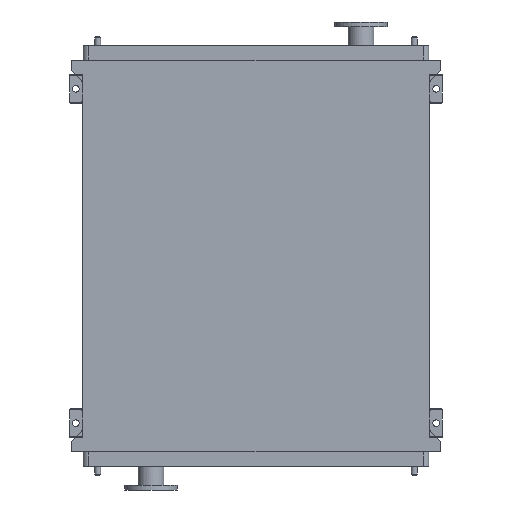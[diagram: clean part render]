
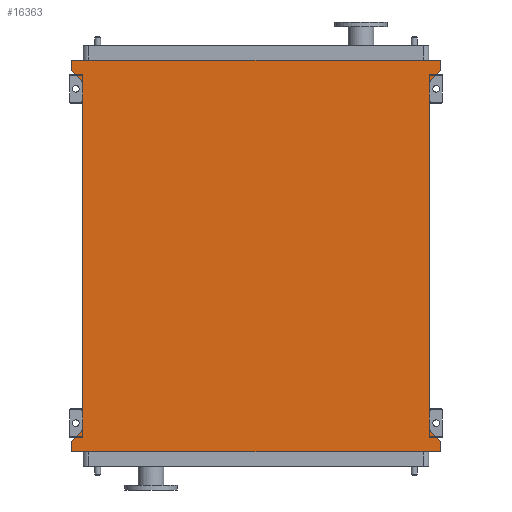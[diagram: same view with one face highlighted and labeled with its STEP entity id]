
A CAD part, front view. The second image highlights one B-rep face of the part: STEP entity #16363.
In plain terms, the highlighted planar face has unit normal (0, -1, 0).
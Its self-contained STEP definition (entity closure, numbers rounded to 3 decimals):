
#78 = VERTEX_POINT ( 'NONE', #10597 ) ;
#340 = VERTEX_POINT ( 'NONE', #15394 ) ;
#507 = VERTEX_POINT ( 'NONE', #17115 ) ;
#643 = DIRECTION ( 'NONE',  ( 0., 0., 1. ) ) ;
#942 = VERTEX_POINT ( 'NONE', #11994 ) ;
#1132 = CARTESIAN_POINT ( 'NONE',  ( 725., 0., -1450. ) ) ;
#1486 = CARTESIAN_POINT ( 'NONE',  ( 771., 0., -1503. ) ) ;
#1642 = LINE ( 'NONE', #14085, #8279 ) ;
#1726 = ORIENTED_EDGE ( 'NONE', *, *, #7401, .F. ) ;
#1880 = ORIENTED_EDGE ( 'NONE', *, *, #4142, .T. ) ;
#2350 = CARTESIAN_POINT ( 'NONE',  ( 771., 0., -1503. ) ) ;
#2694 = DIRECTION ( 'NONE',  ( -1., 0., 0. ) ) ;
#2707 = VERTEX_POINT ( 'NONE', #17887 ) ;
#2729 = LINE ( 'NONE', #1486, #9822 ) ;
#2738 = ORIENTED_EDGE ( 'NONE', *, *, #2755, .F. ) ;
#2755 = EDGE_CURVE ( 'NONE', #78, #4530, #9696, .T. ) ;
#2937 = EDGE_CURVE ( 'NONE', #340, #4328, #10773, .T. ) ;
#2955 = VECTOR ( 'NONE', #10641, 1000. ) ;
#3153 = VECTOR ( 'NONE', #8150, 1000. ) ;
#3263 = CARTESIAN_POINT ( 'NONE',  ( -725., 0., 0. ) ) ;
#3463 = DIRECTION ( 'NONE',  ( 0., 0., 1. ) ) ;
#3843 = CARTESIAN_POINT ( 'NONE',  ( -771., 0., 95. ) ) ;
#4013 = DIRECTION ( 'NONE',  ( 0., 0., -1. ) ) ;
#4025 = ORIENTED_EDGE ( 'NONE', *, *, #15015, .F. ) ;
#4142 = EDGE_CURVE ( 'NONE', #16064, #4530, #8341, .T. ) ;
#4230 = DIRECTION ( 'NONE',  ( 0., 0., -1. ) ) ;
#4328 = VERTEX_POINT ( 'NONE', #8179 ) ;
#4530 = VERTEX_POINT ( 'NONE', #13037 ) ;
#4582 = VECTOR ( 'NONE', #3463, 1000. ) ;
#4641 = VECTOR ( 'NONE', #643, 1000. ) ;
#4848 = CARTESIAN_POINT ( 'NONE',  ( 771., 0., -1545. ) ) ;
#4904 = CARTESIAN_POINT ( 'NONE',  ( 725., 0., -1450. ) ) ;
#5013 = CARTESIAN_POINT ( 'NONE',  ( -771., 0., -1503. ) ) ;
#5142 = LINE ( 'NONE', #5959, #15514 ) ;
#5299 = ORIENTED_EDGE ( 'NONE', *, *, #10163, .F. ) ;
#5368 = PLANE ( 'NONE',  #10468 ) ;
#5372 = CARTESIAN_POINT ( 'NONE',  ( 771., 0., 53. ) ) ;
#5822 = ORIENTED_EDGE ( 'NONE', *, *, #2937, .F. ) ;
#5959 = CARTESIAN_POINT ( 'NONE',  ( 725., 0., -1450. ) ) ;
#6420 = ORIENTED_EDGE ( 'NONE', *, *, #15215, .F. ) ;
#6819 = EDGE_CURVE ( 'NONE', #2707, #507, #17721, .T. ) ;
#7006 = EDGE_CURVE ( 'NONE', #16064, #16987, #5142, .T. ) ;
#7292 = DIRECTION ( 'NONE',  ( 0., 0., 1. ) ) ;
#7319 = ORIENTED_EDGE ( 'NONE', *, *, #7006, .F. ) ;
#7325 = VECTOR ( 'NONE', #12300, 1000. ) ;
#7401 = EDGE_CURVE ( 'NONE', #8373, #78, #1642, .T. ) ;
#7738 = ORIENTED_EDGE ( 'NONE', *, *, #14748, .F. ) ;
#7757 = LINE ( 'NONE', #3843, #7325 ) ;
#8150 = DIRECTION ( 'NONE',  ( 0., 0., 1. ) ) ;
#8155 = CARTESIAN_POINT ( 'NONE',  ( 771., 0., 95. ) ) ;
#8179 = CARTESIAN_POINT ( 'NONE',  ( -771., 0., -1503. ) ) ;
#8279 = VECTOR ( 'NONE', #4230, 1000. ) ;
#8341 = LINE ( 'NONE', #4904, #4582 ) ;
#8373 = VERTEX_POINT ( 'NONE', #8155 ) ;
#8842 = LINE ( 'NONE', #16157, #4641 ) ;
#9113 = ORIENTED_EDGE ( 'NONE', *, *, #10416, .F. ) ;
#9466 = ORIENTED_EDGE ( 'NONE', *, *, #17028, .F. ) ;
#9696 = LINE ( 'NONE', #5372, #12978 ) ;
#9822 = VECTOR ( 'NONE', #11369, 1000. ) ;
#9839 = VERTEX_POINT ( 'NONE', #12160 ) ;
#10052 = LINE ( 'NONE', #5013, #2955 ) ;
#10130 = ORIENTED_EDGE ( 'NONE', *, *, #6819, .F. ) ;
#10163 = EDGE_CURVE ( 'NONE', #9839, #942, #8842, .T. ) ;
#10416 = EDGE_CURVE ( 'NONE', #12133, #340, #16101, .T. ) ;
#10468 = AXIS2_PLACEMENT_3D ( 'NONE', #16654, #12462, #4013 ) ;
#10597 = CARTESIAN_POINT ( 'NONE',  ( 771., 0., 53. ) ) ;
#10641 = DIRECTION ( 'NONE',  ( 0.655, 0., 0.755 ) ) ;
#10773 = LINE ( 'NONE', #17136, #11213 ) ;
#11159 = CARTESIAN_POINT ( 'NONE',  ( 771., 0., -1545. ) ) ;
#11213 = VECTOR ( 'NONE', #7292, 1000. ) ;
#11369 = DIRECTION ( 'NONE',  ( 0., 0., -1. ) ) ;
#11743 = DIRECTION ( 'NONE',  ( -0.655, 0., 0.755 ) ) ;
#11994 = CARTESIAN_POINT ( 'NONE',  ( -725., 0., 0. ) ) ;
#12133 = VERTEX_POINT ( 'NONE', #4848 ) ;
#12160 = CARTESIAN_POINT ( 'NONE',  ( -725., 0., -1450. ) ) ;
#12300 = DIRECTION ( 'NONE',  ( 1., 0., 0. ) ) ;
#12354 = VECTOR ( 'NONE', #2694, 1000. ) ;
#12362 = EDGE_LOOP ( 'NONE', ( #1880, #2738, #1726, #9466, #10130, #6420, #5299, #7738, #5822, #9113, #4025, #7319 ) ) ;
#12462 = DIRECTION ( 'NONE',  ( 0., -1., 0. ) ) ;
#12846 = FACE_OUTER_BOUND ( 'NONE', #12362, .T. ) ;
#12978 = VECTOR ( 'NONE', #15242, 1000. ) ;
#13037 = CARTESIAN_POINT ( 'NONE',  ( 725., 0., 0. ) ) ;
#14085 = CARTESIAN_POINT ( 'NONE',  ( 771., 0., 95. ) ) ;
#14205 = LINE ( 'NONE', #3263, #17957 ) ;
#14422 = DIRECTION ( 'NONE',  ( 0.655, 0., -0.755 ) ) ;
#14748 = EDGE_CURVE ( 'NONE', #4328, #9839, #10052, .T. ) ;
#15015 = EDGE_CURVE ( 'NONE', #16987, #12133, #2729, .T. ) ;
#15215 = EDGE_CURVE ( 'NONE', #942, #2707, #14205, .T. ) ;
#15242 = DIRECTION ( 'NONE',  ( -0.655, 0., -0.755 ) ) ;
#15394 = CARTESIAN_POINT ( 'NONE',  ( -771., 0., -1545. ) ) ;
#15514 = VECTOR ( 'NONE', #14422, 1000. ) ;
#16064 = VERTEX_POINT ( 'NONE', #1132 ) ;
#16101 = LINE ( 'NONE', #11159, #12354 ) ;
#16157 = CARTESIAN_POINT ( 'NONE',  ( -725., 0., -1450. ) ) ;
#16363 = ADVANCED_FACE ( 'NONE', ( #12846 ), #5368, .T. ) ;
#16654 = CARTESIAN_POINT ( 'NONE',  ( -725., 0., -1450. ) ) ;
#16987 = VERTEX_POINT ( 'NONE', #2350 ) ;
#17028 = EDGE_CURVE ( 'NONE', #507, #8373, #7757, .T. ) ;
#17115 = CARTESIAN_POINT ( 'NONE',  ( -771., 0., 95. ) ) ;
#17136 = CARTESIAN_POINT ( 'NONE',  ( -771., 0., -1545. ) ) ;
#17721 = LINE ( 'NONE', #18057, #3153 ) ;
#17887 = CARTESIAN_POINT ( 'NONE',  ( -771., 0., 53. ) ) ;
#17957 = VECTOR ( 'NONE', #11743, 1000. ) ;
#18057 = CARTESIAN_POINT ( 'NONE',  ( -771., 0., 53. ) ) ;
